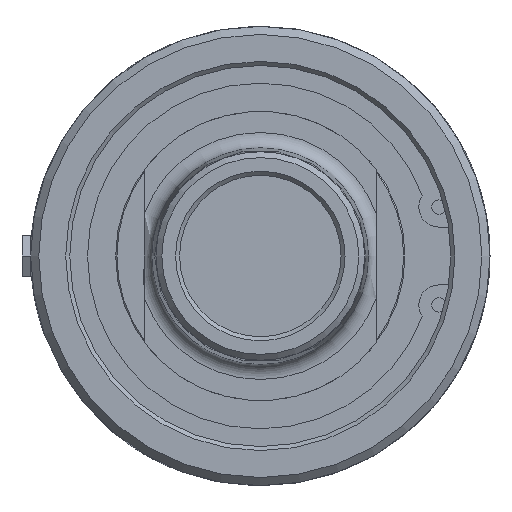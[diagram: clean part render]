
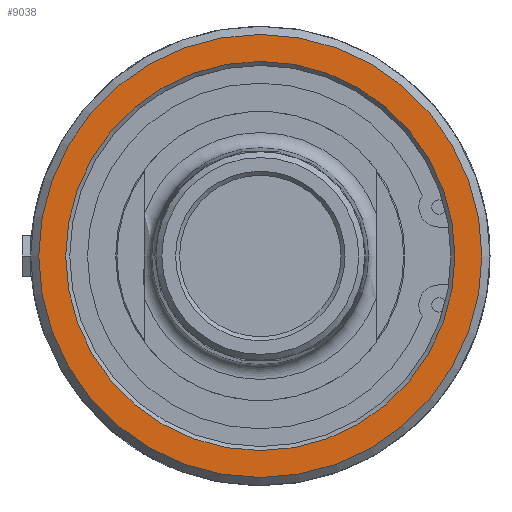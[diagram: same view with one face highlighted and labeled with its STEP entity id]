
A CAD part, left-side view. The second image highlights one B-rep face of the part: STEP entity #9038.
In plain terms, the highlighted planar face has unit normal (-1, 0, 0).
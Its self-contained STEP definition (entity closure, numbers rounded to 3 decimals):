
#160=PLANE('',#9722);
#478=FACE_BOUND('',#1908,.T.);
#851=CIRCLE('',#9721,38.34);
#852=CIRCLE('',#9723,43.65);
#1351=FACE_OUTER_BOUND('',#1907,.T.);
#1907=EDGE_LOOP('',(#7957));
#1908=EDGE_LOOP('',(#7958));
#4163=VERTEX_POINT('',#66690);
#4164=VERTEX_POINT('',#66694);
#5449=EDGE_CURVE('',#4163,#4163,#851,.T.);
#5450=EDGE_CURVE('',#4164,#4164,#852,.T.);
#7957=ORIENTED_EDGE('',*,*,#5450,.F.);
#7958=ORIENTED_EDGE('',*,*,#5449,.F.);
#9038=ADVANCED_FACE('',(#1351,#478),#160,.F.);
#9721=AXIS2_PLACEMENT_3D('',#66692,#11462,#11463);
#9722=AXIS2_PLACEMENT_3D('',#66693,#11464,#11465);
#9723=AXIS2_PLACEMENT_3D('',#66695,#11466,#11467);
#11462=DIRECTION('center_axis',(-1.,0.,0.));
#11463=DIRECTION('ref_axis',(0.,-1.,0.));
#11464=DIRECTION('center_axis',(1.,0.,0.));
#11465=DIRECTION('ref_axis',(0.,0.,-1.));
#11466=DIRECTION('center_axis',(1.,0.,0.));
#11467=DIRECTION('ref_axis',(0.,-1.,0.));
#66690=CARTESIAN_POINT('',(1.9,38.34,0.));
#66692=CARTESIAN_POINT('Origin',(1.9,0.,0.));
#66693=CARTESIAN_POINT('Origin',(1.9,22.625,0.));
#66694=CARTESIAN_POINT('',(1.9,43.65,0.));
#66695=CARTESIAN_POINT('Origin',(1.9,0.,0.));
